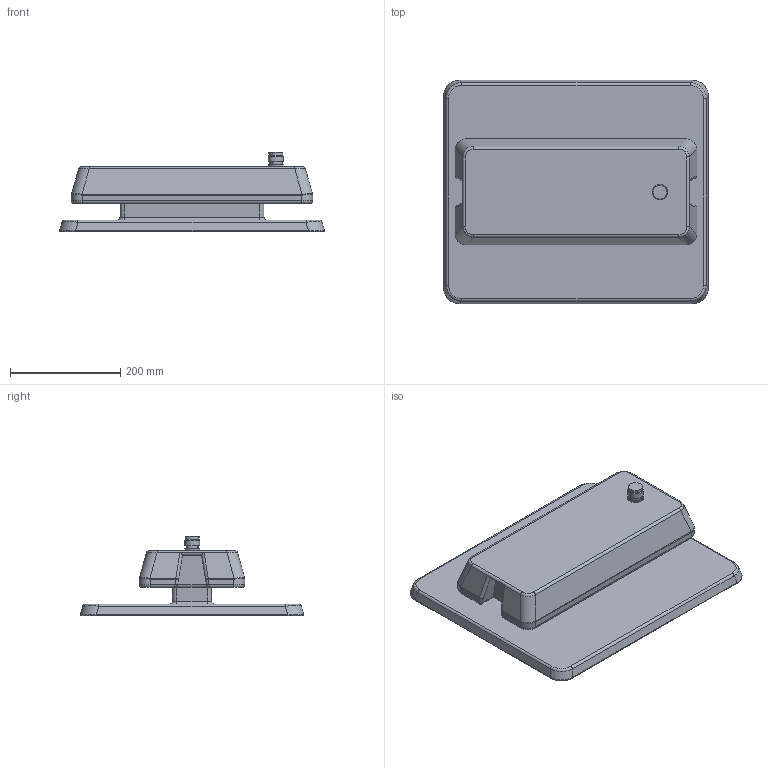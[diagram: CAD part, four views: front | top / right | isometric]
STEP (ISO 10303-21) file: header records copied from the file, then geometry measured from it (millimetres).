
FILE_DESCRIPTION(/* description */ (''),/* implementation_level */ '2;1');
FILE_NAME(/* name */ '10000091813n3p000_00.stp',/* time_stamp */ '2022-02-02T13:51:08+01:00',/* author */ (''),/* organization */ (''),/* preprocessor_version */ 'ST-DEVELOPER v15',/* originating_system */ 'SIEMENS PLM Software NX 9.0',/* authorisation */ '');
FILE_SCHEMA (('AUTOMOTIVE_DESIGN { 1 0 10303 214 3 1 1 1 }'));
Length unit declared in the file: millimetre
Products named in the file (1): 10000091813n3p000_00
Bounding box: 479.68 x 404.68 x 143.45 mm (x, y, z)
Volume: 8601362.1 mm3; surface area: 636473 mm2
Topology: 1 solids, 1 shells, 166 faces, 395 edges, 231 vertices
Faces by surface type: cylinder 74, plane 50, bspline 24, sphere 8, torus 8, cone 2
Full cylindrical faces by diameter (mm): 27.6 x2
Entity records: 5172 total; most frequent: CARTESIAN_POINT 1331, DIRECTION 866, ORIENTED_EDGE 766, EDGE_CURVE 383, AXIS2_PLACEMENT_3D 340, VERTEX_POINT 229, LINE 186, VECTOR 186
